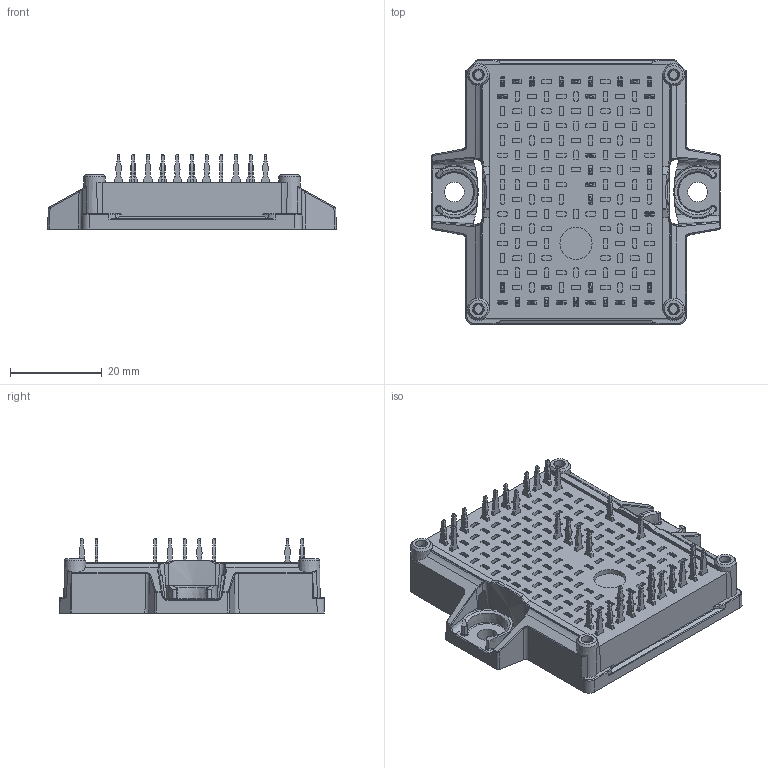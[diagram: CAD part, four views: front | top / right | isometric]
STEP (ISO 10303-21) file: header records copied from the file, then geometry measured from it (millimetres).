
FILE_DESCRIPTION(/* description */ ('Unknown'),/* implementation_level */ '2;1');
FILE_NAME(/* name */ 'FlowE2-4T12T-L190-OL',/* time_stamp */ '2018-03-07T21:30:13+01:00',/* author */ ('Unknown'),/* organization */ ('Unknown'),/* preprocessor_version */ 'ST-DEVELOPER v16.7',/* originating_system */ 'DEX',/* authorisation */ $);
FILE_SCHEMA (('AUTOMOTIVE_DESIGN {1 0 10303 214 3 1 1}'));
Products named in the file (1): FlowE2-4T12T-L190-OL
Bounding box: 62.8 x 57.68 x 16.43 mm (x, y, z)
Volume: 26411.1 mm3; surface area: 12595.1 mm2
Topology: 1 solids, 1 shells, 4206 faces, 10456 edges, 6453 vertices
Faces by surface type: plane 2162, cylinder 1165, cone 714, bspline 119, torus 28, sphere 18
Full cylindrical faces by diameter (mm): 4.3 x2, 7 x1
Entity records: 154445 total; most frequent: CARTESIAN_POINT 23921, DIRECTION 21564, ORIENTED_EDGE 20808, EDGE_CURVE 10404, AXIS2_PLACEMENT_3D 7338, LINE 6888, VECTOR 6888, VERTEX_POINT 6440
